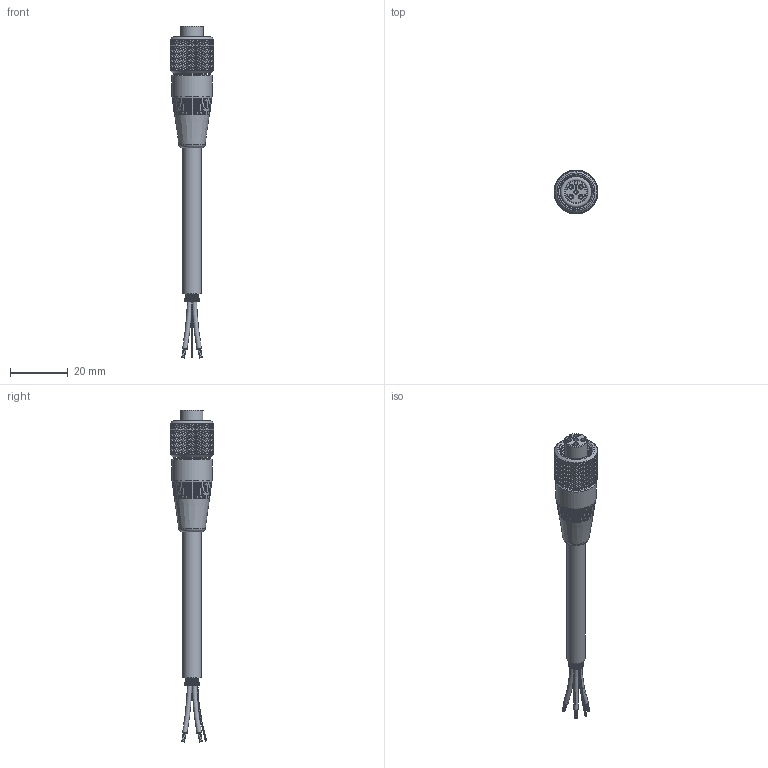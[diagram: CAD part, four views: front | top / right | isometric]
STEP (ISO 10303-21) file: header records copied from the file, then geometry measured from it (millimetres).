
FILE_DESCRIPTION(/* description */ (''),/* implementation_level */ '2;1');
FILE_NAME(/* name */ 'C586.stp',/* time_stamp */ '2025-04-30T12:05:36-04:00',/* author */ ('cthayer'),/* organization */ (''),/* preprocessor_version */ 'ST-DEVELOPER v20',/* originating_system */ 'Autodesk Inventor 2025',/* authorisation */ '');
FILE_SCHEMA (('AUTOMOTIVE_DESIGN { 1 0 10303 214 3 1 1 }'));
Length unit declared in the file: inch
Products named in the file (7): C608; CBP10593; CBP10591; CBP10629; CBP10557; MSP10137; CB105
Assembly tree (10 placements, depth 2):
  C608
    CBP10593
    CBP10591
    CBP10629
    CBP10557  x5
    MSP10137
    CB105
Bounding box: 15.24 x 15.24 x 115.44 mm (x, y, z)
Volume: 6707.7 mm3; surface area: 8258 mm2
Topology: 70 solids, 70 shells, 5207 faces, 12025 edges, 6520 vertices
Faces by surface type: bspline 3134, cylinder 1142, plane 750, torus 135, cone 46
Full cylindrical faces by diameter (mm): 0.128 x19, 0.203 x48, 0.635 x5, 1.143 x10, 1.575 x4, 1.93 x15, 2.54 x5, 3.937 x1, 4.572 x1, 6.35 x1, 9.423 x4, 9.677 x1, 10.795 x1, 10.922 x4, 11.974 x1, 12.119 x1, 12.265 x1, 12.41 x1, 12.555 x1, 12.7 x2, 12.845 x1, 12.99 x1, 13.135 x1, 13.281 x1, 13.426 x1, 13.571 x1, 13.97 x1
Entity records: 259228 total; most frequent: CARTESIAN_POINT 163026, ORIENTED_EDGE 23822, EDGE_CURVE 11911, DIRECTION 10352, B_SPLINE_CURVE_WITH_KNOTS 8294, VERTEX_POINT 6448, EDGE_LOOP 5319, STYLED_ITEM 5203
